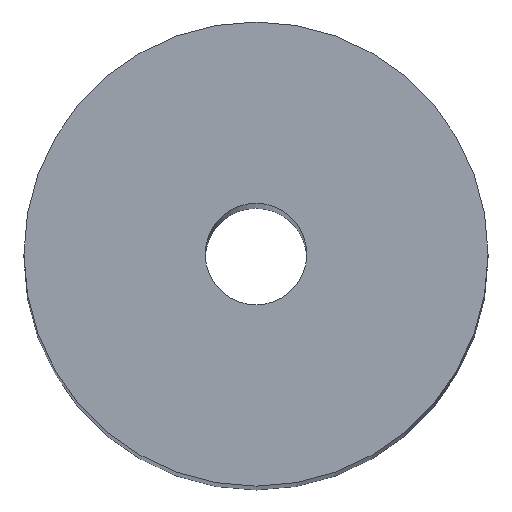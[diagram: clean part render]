
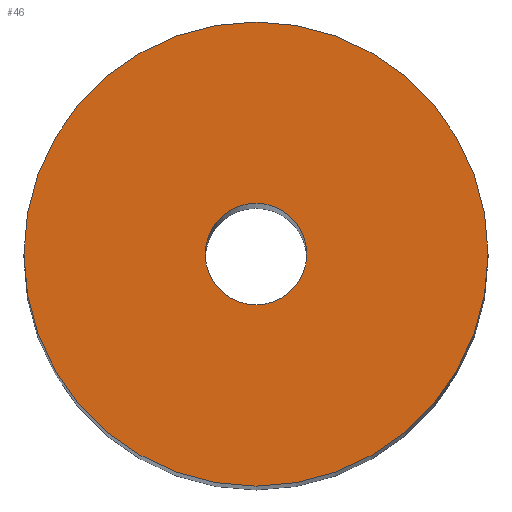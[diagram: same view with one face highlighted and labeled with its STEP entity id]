
A CAD part, top view. The second image highlights one B-rep face of the part: STEP entity #46.
In plain terms, the highlighted planar face has unit normal (0, 0, 1).
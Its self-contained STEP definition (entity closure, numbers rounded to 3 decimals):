
#39=EDGE_CURVE('240[2]',#93,#93,#94,.T.);
#46=ADVANCED_FACE('240[2]',(#103,#104),#105,.T.);
#48=EDGE_CURVE('240[2]',#107,#107,#108,.T.);
#93=VERTEX_POINT('',#159);
#94=CIRCLE('',#160,8.0);
#103=FACE_OUTER_BOUND('',#172,.T.);
#104=FACE_BOUND('',#173,.T.);
#105=PLANE('',#174);
#107=VERTEX_POINT('',#177);
#108=CIRCLE('',#178,1.75);
#159=CARTESIAN_POINT('',(0.,8.,100.0));
#160=AXIS2_PLACEMENT_3D('',#231,#232,#233);
#172=EDGE_LOOP('',(#241));
#173=EDGE_LOOP('',(#242));
#174=AXIS2_PLACEMENT_3D('',#243,#244,#245);
#177=CARTESIAN_POINT('',(0.,1.75,100.0));
#178=AXIS2_PLACEMENT_3D('',#246,#247,#248);
#231=CARTESIAN_POINT('',(0.,0.,100.0));
#232=DIRECTION('',(0.,0.,-1.0));
#233=DIRECTION('',(0.,1.0,0.));
#241=ORIENTED_EDGE('',*,*,#39,.F.);
#242=ORIENTED_EDGE('',*,*,#48,.T.);
#243=CARTESIAN_POINT('',(0.,4.875,100.0));
#244=DIRECTION('',(0.,0.,1.0));
#245=DIRECTION('',(0.,-1.0,0.));
#246=CARTESIAN_POINT('',(0.,0.,100.0));
#247=DIRECTION('',(0.,0.,-1.0));
#248=DIRECTION('',(0.,1.0,0.));
